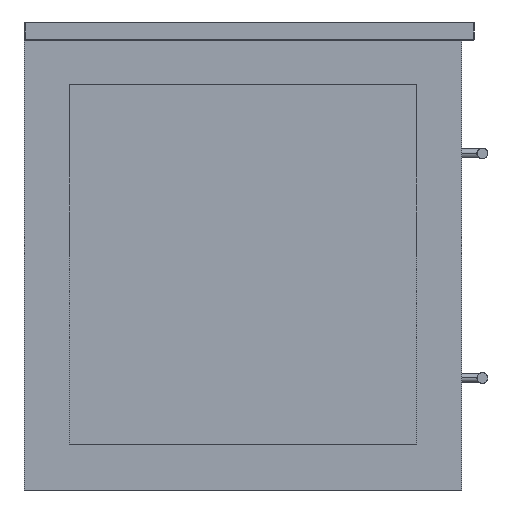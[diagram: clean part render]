
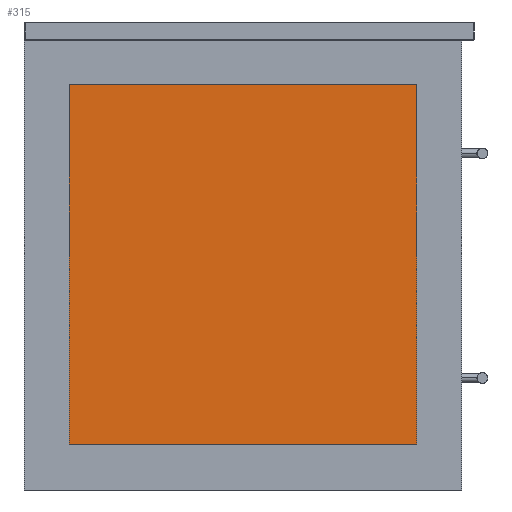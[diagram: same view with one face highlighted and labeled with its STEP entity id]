
A CAD part, left-side view. The second image highlights one B-rep face of the part: STEP entity #315.
In plain terms, the highlighted planar face has unit normal (-1, 0, 0).
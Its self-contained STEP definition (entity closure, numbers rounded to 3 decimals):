
#315=ADVANCED_FACE('',(#466),#2335,.T.);
#466=FACE_OUTER_BOUND('',#642,.T.);
#642=EDGE_LOOP('',(#1211,#1212,#1213,#1214));
#1211=ORIENTED_EDGE('',*,*,#1598,.T.);
#1212=ORIENTED_EDGE('',*,*,#1604,.T.);
#1213=ORIENTED_EDGE('',*,*,#1602,.T.);
#1214=ORIENTED_EDGE('',*,*,#1600,.T.);
#1598=EDGE_CURVE('',#2164,#2163,#1936,.T.);
#1600=EDGE_CURVE('',#2165,#2164,#1938,.T.);
#1602=EDGE_CURVE('',#2166,#2165,#1940,.T.);
#1604=EDGE_CURVE('',#2163,#2166,#1942,.T.);
#1936=B_SPLINE_CURVE_WITH_KNOTS('',1,(#4354,#4355),.UNSPECIFIED.,.F.,.F.,
(2,2),(-386.,0.),.UNSPECIFIED.);
#1938=B_SPLINE_CURVE_WITH_KNOTS('',1,(#4358,#4359),.UNSPECIFIED.,.F.,.F.,
(2,2),(-400.,0.),.UNSPECIFIED.);
#1940=B_SPLINE_CURVE_WITH_KNOTS('',1,(#4362,#4363),.UNSPECIFIED.,.F.,.F.,
(2,2),(-386.,0.),.UNSPECIFIED.);
#1942=B_SPLINE_CURVE_WITH_KNOTS('',1,(#4366,#4367),.UNSPECIFIED.,.F.,.F.,
(2,2),(-400.,0.),.UNSPECIFIED.);
#2163=VERTEX_POINT('',#4316);
#2164=VERTEX_POINT('',#4317);
#2165=VERTEX_POINT('',#4318);
#2166=VERTEX_POINT('',#4319);
#2335=PLANE('',#2672);
#2672=AXIS2_PLACEMENT_3D('',#4303,#2854,$);
#2854=DIRECTION('',(-1.,0.,0.));
#4303=CARTESIAN_POINT('',(-741.,240.,11.4));
#4316=CARTESIAN_POINT('',(-741.,200.,50.));
#4317=CARTESIAN_POINT('',(-741.,200.,436.));
#4318=CARTESIAN_POINT('',(-741.,-200.,436.));
#4319=CARTESIAN_POINT('',(-741.,-200.,50.));
#4354=CARTESIAN_POINT('',(-741.,200.,436.));
#4355=CARTESIAN_POINT('',(-741.,200.,50.));
#4358=CARTESIAN_POINT('',(-741.,-200.,436.));
#4359=CARTESIAN_POINT('',(-741.,200.,436.));
#4362=CARTESIAN_POINT('',(-741.,-200.,50.));
#4363=CARTESIAN_POINT('',(-741.,-200.,436.));
#4366=CARTESIAN_POINT('',(-741.,200.,50.));
#4367=CARTESIAN_POINT('',(-741.,-200.,50.));
